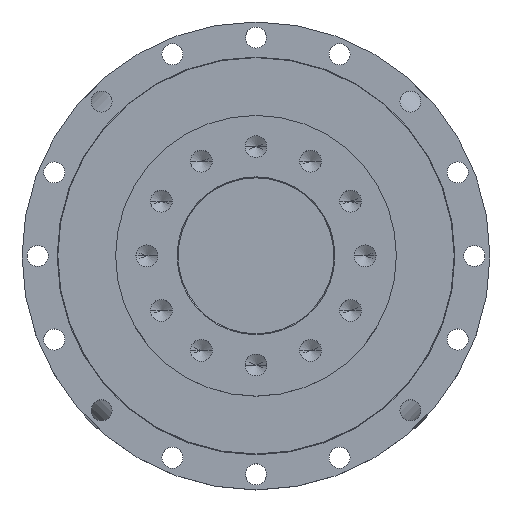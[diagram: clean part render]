
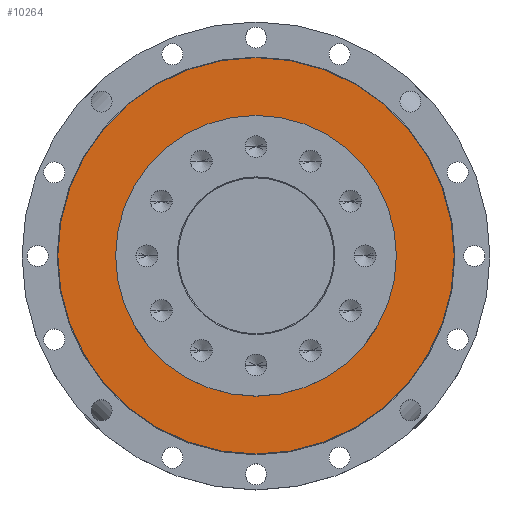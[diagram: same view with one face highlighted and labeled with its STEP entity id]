
A CAD part, top view. The second image highlights one B-rep face of the part: STEP entity #10264.
In plain terms, the highlighted planar face has unit normal (0, 0, 1).
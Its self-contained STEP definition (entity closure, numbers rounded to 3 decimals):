
#772 = FACE_OUTER_BOUND ( 'NONE', #7088, .T. ) ;
#922 = DIRECTION ( 'NONE',  ( 0., 0., 1. ) ) ;
#1223 = VERTEX_POINT ( 'NONE', #6153 ) ;
#1939 = CARTESIAN_POINT ( 'NONE',  ( 90., 0., -12. ) ) ;
#1995 = VERTEX_POINT ( 'NONE', #1939 ) ;
#2145 = AXIS2_PLACEMENT_3D ( 'NONE', #8574, #3158, #9408 ) ;
#2153 = DIRECTION ( 'NONE',  ( 0., 0., 1. ) ) ;
#3158 = DIRECTION ( 'NONE',  ( 0., 0., -1. ) ) ;
#3805 = VERTEX_POINT ( 'NONE', #11202 ) ;
#3866 = CARTESIAN_POINT ( 'NONE',  ( 0., 0., -12. ) ) ;
#4049 = PLANE ( 'NONE',  #2145 ) ;
#4143 = AXIS2_PLACEMENT_3D ( 'NONE', #3866, #10114, #4778 ) ;
#4155 = EDGE_CURVE ( 'NONE', #7755, #1223, #8967, .T. ) ;
#4590 = AXIS2_PLACEMENT_3D ( 'NONE', #10387, #5053, #11327 ) ;
#4778 = DIRECTION ( 'NONE',  ( 1., 0., 0. ) ) ;
#5053 = DIRECTION ( 'NONE',  ( 0., 0., 1. ) ) ;
#5960 = ORIENTED_EDGE ( 'NONE', *, *, #9468, .F. ) ;
#6070 = CIRCLE ( 'NONE', #7342, 90. ) ;
#6153 = CARTESIAN_POINT ( 'NONE',  ( -127.1, 0., -12. ) ) ;
#6407 = CARTESIAN_POINT ( 'NONE',  ( 0., 0., -12. ) ) ;
#6531 = CARTESIAN_POINT ( 'NONE',  ( 127.1, 0., -12. ) ) ;
#6923 = CIRCLE ( 'NONE', #7733, 90. ) ;
#7024 = CIRCLE ( 'NONE', #4143, 127.1 ) ;
#7088 = EDGE_LOOP ( 'NONE', ( #7668, #9456 ) ) ;
#7293 = DIRECTION ( 'NONE',  ( 1., 0., 0. ) ) ;
#7342 = AXIS2_PLACEMENT_3D ( 'NONE', #6407, #922, #7293 ) ;
#7552 = ORIENTED_EDGE ( 'NONE', *, *, #9687, .F. ) ;
#7572 = CARTESIAN_POINT ( 'NONE',  ( 0., 0., -12. ) ) ;
#7668 = ORIENTED_EDGE ( 'NONE', *, *, #4155, .T. ) ;
#7733 = AXIS2_PLACEMENT_3D ( 'NONE', #7572, #2153, #8480 ) ;
#7741 = FACE_BOUND ( 'NONE', #10755, .T. ) ;
#7755 = VERTEX_POINT ( 'NONE', #6531 ) ;
#8480 = DIRECTION ( 'NONE',  ( 1., 0., 0. ) ) ;
#8574 = CARTESIAN_POINT ( 'NONE',  ( 0., 127.1, -12. ) ) ;
#8967 = CIRCLE ( 'NONE', #4590, 127.1 ) ;
#9408 = DIRECTION ( 'NONE',  ( -1., 0., 0. ) ) ;
#9456 = ORIENTED_EDGE ( 'NONE', *, *, #10798, .T. ) ;
#9468 = EDGE_CURVE ( 'NONE', #1995, #3805, #6070, .T. ) ;
#9687 = EDGE_CURVE ( 'NONE', #3805, #1995, #6923, .T. ) ;
#10114 = DIRECTION ( 'NONE',  ( 0., 0., 1. ) ) ;
#10264 = ADVANCED_FACE ( 'NONE', ( #7741, #772 ), #4049, .F. ) ;
#10387 = CARTESIAN_POINT ( 'NONE',  ( 0., 0., -12. ) ) ;
#10755 = EDGE_LOOP ( 'NONE', ( #5960, #7552 ) ) ;
#10798 = EDGE_CURVE ( 'NONE', #1223, #7755, #7024, .T. ) ;
#11202 = CARTESIAN_POINT ( 'NONE',  ( -90., 0., -12. ) ) ;
#11327 = DIRECTION ( 'NONE',  ( 1., 0., 0. ) ) ;
